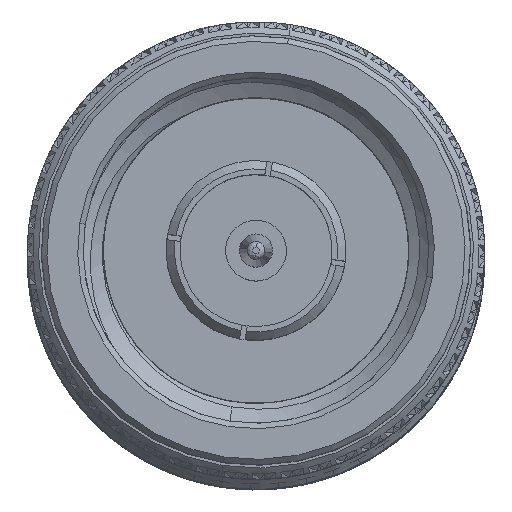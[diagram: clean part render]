
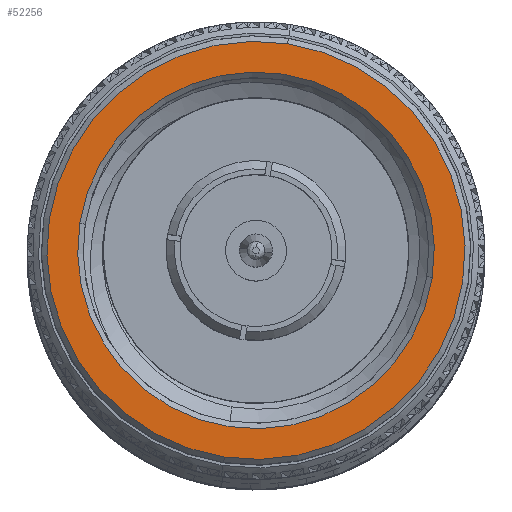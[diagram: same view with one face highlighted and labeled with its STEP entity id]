
A CAD part, top view. The second image highlights one B-rep face of the part: STEP entity #52256.
In plain terms, the highlighted face is planar.
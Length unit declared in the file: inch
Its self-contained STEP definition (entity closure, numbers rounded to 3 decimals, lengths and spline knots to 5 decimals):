
#17 = CARTESIAN_POINT ( 'NONE',  ( 0., 0.37809, 0. ) ) ;
#9605 = CIRCLE ( 'NONE', #88906, 0.3225 ) ;
#9705 = CARTESIAN_POINT ( 'NONE',  ( 0., 0., -0.3225 ) ) ;
#16965 = FACE_BOUND ( 'NONE', #67456, .T. ) ;
#19974 = EDGE_CURVE ( 'NONE', #32197, #71638, #33966, .T. ) ;
#20563 = DIRECTION ( 'NONE',  ( 0., 1., 0. ) ) ;
#21471 = AXIS2_PLACEMENT_3D ( 'NONE', #59585, #102803, #48884 ) ;
#32197 = VERTEX_POINT ( 'NONE', #55793 ) ;
#33966 = CIRCLE ( 'NONE', #79225, 0.37809 ) ;
#36877 = FACE_OUTER_BOUND ( 'NONE', #94742, .T. ) ;
#44410 = EDGE_CURVE ( 'NONE', #71638, #32197, #127370, .T. ) ;
#44502 = DIRECTION ( 'NONE',  ( 1., 0., 0. ) ) ;
#44900 = DIRECTION ( 'NONE',  ( -1., 0., 0. ) ) ;
#48884 = DIRECTION ( 'NONE',  ( 0., 1., 0. ) ) ;
#52256 = ADVANCED_FACE ( 'NONE', ( #16965, #36877 ), #80835, .T. ) ;
#55012 = AXIS2_PLACEMENT_3D ( 'NONE', #98698, #90847, #67493 ) ;
#55793 = CARTESIAN_POINT ( 'NONE',  ( 0., -0.37809, 0. ) ) ;
#56573 = CARTESIAN_POINT ( 'NONE',  ( 0., 0., 0. ) ) ;
#59585 = CARTESIAN_POINT ( 'NONE',  ( 0., 0.38809, 0. ) ) ;
#60095 = ORIENTED_EDGE ( 'NONE', *, *, #86166, .T. ) ;
#61096 = DIRECTION ( 'NONE',  ( -1., 0., 0. ) ) ;
#67456 = EDGE_LOOP ( 'NONE', ( #60095, #140373 ) ) ;
#67493 = DIRECTION ( 'NONE',  ( 0., 0., 1. ) ) ;
#70267 = ORIENTED_EDGE ( 'NONE', *, *, #19974, .T. ) ;
#71638 = VERTEX_POINT ( 'NONE', #17 ) ;
#75105 = ORIENTED_EDGE ( 'NONE', *, *, #44410, .T. ) ;
#77521 = VERTEX_POINT ( 'NONE', #9705 ) ;
#79225 = AXIS2_PLACEMENT_3D ( 'NONE', #95092, #61096, #20563 ) ;
#80835 = PLANE ( 'NONE',  #21471 ) ;
#81230 = CARTESIAN_POINT ( 'NONE',  ( 0., 0., 0.3225 ) ) ;
#82060 = VERTEX_POINT ( 'NONE', #81230 ) ;
#86166 = EDGE_CURVE ( 'NONE', #82060, #77521, #9605, .T. ) ;
#87536 = EDGE_CURVE ( 'NONE', #77521, #82060, #125220, .T. ) ;
#87785 = DIRECTION ( 'NONE',  ( 0., 0., 1. ) ) ;
#88906 = AXIS2_PLACEMENT_3D ( 'NONE', #56573, #44502, #87785 ) ;
#90847 = DIRECTION ( 'NONE',  ( 1., 0., 0. ) ) ;
#94742 = EDGE_LOOP ( 'NONE', ( #75105, #70267 ) ) ;
#95092 = CARTESIAN_POINT ( 'NONE',  ( 0., 0., 0. ) ) ;
#97431 = DIRECTION ( 'NONE',  ( 0., 1., 0. ) ) ;
#98139 = CARTESIAN_POINT ( 'NONE',  ( 0., 0., 0. ) ) ;
#98698 = CARTESIAN_POINT ( 'NONE',  ( 0., 0., 0. ) ) ;
#102803 = DIRECTION ( 'NONE',  ( -1., 0., 0. ) ) ;
#115994 = AXIS2_PLACEMENT_3D ( 'NONE', #98139, #44900, #97431 ) ;
#125220 = CIRCLE ( 'NONE', #55012, 0.3225 ) ;
#127370 = CIRCLE ( 'NONE', #115994, 0.37809 ) ;
#140373 = ORIENTED_EDGE ( 'NONE', *, *, #87536, .T. ) ;
